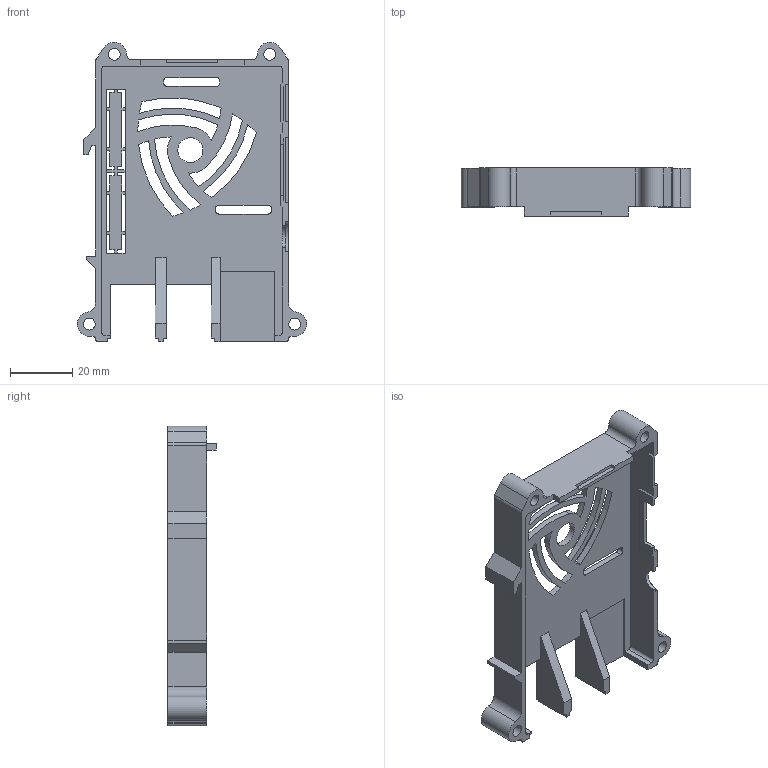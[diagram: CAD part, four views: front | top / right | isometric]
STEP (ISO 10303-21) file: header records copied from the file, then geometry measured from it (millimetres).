
FILE_DESCRIPTION(/* description */ (''),/* implementation_level */ '2;1');
FILE_NAME(/* name */ 'rpi3-top-din.step',/* time_stamp */ '2017-08-20T14:32:11-07:00',/* author */ (''),/* organization */ (''),/* preprocessor_version */ 'ST-DEVELOPER v16.13',/* originating_system */ 'Autodesk Translation Framework v6.1.1.50',/* authorisation */ '');
FILE_SCHEMA (('AUTOMOTIVE_DESIGN { 1 0 10303 214 3 1 1 }'));
Length unit declared in the file: millimetre
Products named in the file (2): DIN RPi v26; rpi3-top-din v1
Assembly tree (1 placements, depth 2):
  DIN RPi v26
    rpi3-top-din v1
Bounding box: 73.78 x 15.5 x 96.25 mm (x, y, z)
Volume: 15946.2 mm3; surface area: 18095 mm2
Topology: 1 solids, 1 shells, 217 faces, 662 edges, 440 vertices
Faces by surface type: plane 153, cylinder 64
Full cylindrical faces by diameter (mm): 3.8 x4, 5.8 x4, 8 x1
Entity records: 7469 total; most frequent: CARTESIAN_POINT 1313, ORIENTED_EDGE 1306, DIRECTION 1221, EDGE_CURVE 653, LINE 525, VECTOR 525, VERTEX_POINT 440, AXIS2_PLACEMENT_3D 348
